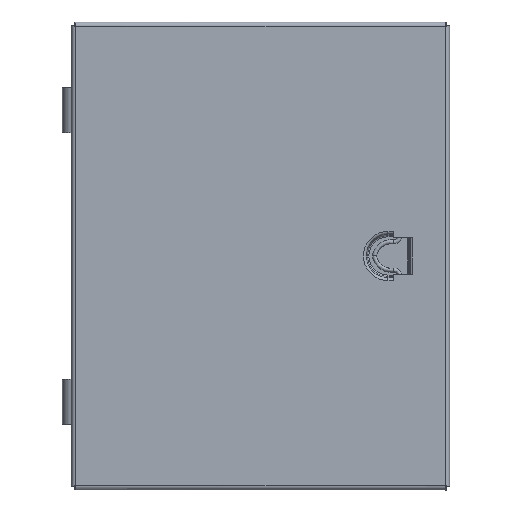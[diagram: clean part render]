
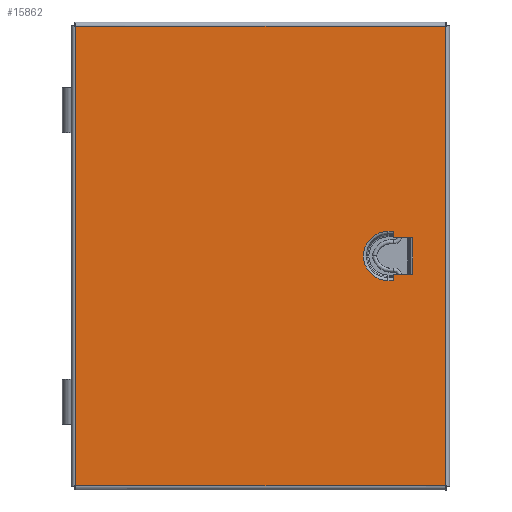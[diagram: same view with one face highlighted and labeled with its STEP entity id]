
A CAD part, top view. The second image highlights one B-rep face of the part: STEP entity #15862.
In plain terms, the highlighted planar face has unit normal (0, 0, 1).
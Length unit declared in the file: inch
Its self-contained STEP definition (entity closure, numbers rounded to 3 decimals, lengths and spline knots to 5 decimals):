
#1713=LINE($,#26706,#3205);
#1717=LINE($,#26717,#3209);
#1718=LINE($,#26726,#3210);
#1721=LINE($,#26732,#3213);
#1722=LINE($,#26734,#3214);
#1724=LINE($,#26738,#3216);
#1728=LINE($,#26744,#3220);
#1736=LINE($,#26771,#3228);
#1751=LINE($,#26870,#3243);
#1765=LINE($,#26968,#3257);
#1779=LINE($,#27065,#3271);
#3205=VECTOR($,#20821,0.8125);
#3209=VECTOR($,#20831,0.115);
#3210=VECTOR($,#20844,0.115);
#3213=VECTOR($,#20849,0.14171);
#3214=VECTOR($,#20852,0.43296);
#3216=VECTOR($,#20856,0.14171);
#3220=VECTOR($,#20862,0.43296);
#3228=VECTOR($,#20878,10.25);
#3243=VECTOR($,#20907,8.25);
#3257=VECTOR($,#20935,10.25);
#3271=VECTOR($,#20963,8.25);
#3828=PLANE($,#17079);
#4265=FACE_BOUND($,#6119,.T.);
#4266=FACE_BOUND($,#6120,.T.);
#6119=EDGE_LOOP($,(#14078,#14079,#14080,#14081,#14082,#14083,#14084,#14085));
#6120=EDGE_LOOP($,(#14086,#14087,#14088,#14089));
#6498=CIRCLE($,#17041,0.54796);
#7745=VERTEX_POINT($,#26699);
#7748=VERTEX_POINT($,#26704);
#7751=VERTEX_POINT($,#26714);
#7752=VERTEX_POINT($,#26716);
#7753=VERTEX_POINT($,#26720);
#7754=VERTEX_POINT($,#26724);
#7756=VERTEX_POINT($,#26730);
#7757=VERTEX_POINT($,#26737);
#7765=VERTEX_POINT($,#26762);
#7766=VERTEX_POINT($,#26770);
#7775=VERTEX_POINT($,#26862);
#7784=VERTEX_POINT($,#26960);
#9737=EDGE_CURVE($,#7748,#7745,#1713,.T.);
#9742=EDGE_CURVE($,#7751,#7752,#1717,.T.);
#9745=EDGE_CURVE($,#7753,#7751,#6498,.T.);
#9747=EDGE_CURVE($,#7754,#7753,#1718,.T.);
#9750=EDGE_CURVE($,#7754,#7756,#1721,.T.);
#9751=EDGE_CURVE($,#7745,#7756,#1722,.T.);
#9753=EDGE_CURVE($,#7752,#7757,#1724,.T.);
#9757=EDGE_CURVE($,#7748,#7757,#1728,.T.);
#9766=EDGE_CURVE($,#7765,#7766,#1736,.T.);
#9785=EDGE_CURVE($,#7775,#7765,#1751,.T.);
#9803=EDGE_CURVE($,#7784,#7775,#1765,.T.);
#9821=EDGE_CURVE($,#7766,#7784,#1779,.T.);
#14078=ORIENTED_EDGE($,*,*,#9757,.T.);
#14079=ORIENTED_EDGE($,*,*,#9753,.F.);
#14080=ORIENTED_EDGE($,*,*,#9742,.F.);
#14081=ORIENTED_EDGE($,*,*,#9745,.F.);
#14082=ORIENTED_EDGE($,*,*,#9747,.F.);
#14083=ORIENTED_EDGE($,*,*,#9750,.T.);
#14084=ORIENTED_EDGE($,*,*,#9751,.F.);
#14085=ORIENTED_EDGE($,*,*,#9737,.F.);
#14086=ORIENTED_EDGE($,*,*,#9803,.F.);
#14087=ORIENTED_EDGE($,*,*,#9821,.F.);
#14088=ORIENTED_EDGE($,*,*,#9766,.F.);
#14089=ORIENTED_EDGE($,*,*,#9785,.F.);
#15862=ADVANCED_FACE($,(#4265,#4266),#3828,.T.);
#17041=AXIS2_PLACEMENT_3D($,#26722,#20838,#20839);
#17079=AXIS2_PLACEMENT_3D($,#27150,#20987,#20988);
#20821=DIRECTION($,(0.,1.,0.));
#20831=DIRECTION($,(1.,0.,0.));
#20838=DIRECTION('center_axis',(0.,0.,1.));
#20839=DIRECTION('ref_axis',(-1.,0.,0.));
#20844=DIRECTION($,(-1.,0.,0.));
#20849=DIRECTION($,(0.,-1.,0.));
#20852=DIRECTION($,(-1.,0.,0.));
#20856=DIRECTION($,(0.,1.,0.));
#20862=DIRECTION($,(-1.,0.,0.));
#20878=DIRECTION($,(0.,1.,0.));
#20907=DIRECTION($,(-1.,0.,0.));
#20935=DIRECTION($,(0.,-1.,0.));
#20963=DIRECTION($,(1.,0.,0.));
#20987=DIRECTION('center_axis',(0.,0.,1.));
#20988=DIRECTION('ref_axis',(1.,0.,0.));
#26699=CARTESIAN_POINT('',(3.39121,0.40625,0.062));
#26704=CARTESIAN_POINT('',(3.39121,-0.40625,0.062));
#26706=CARTESIAN_POINT($,(3.39121,-0.25,0.062));
#26714=CARTESIAN_POINT('',(2.84325,-0.54796,0.062));
#26716=CARTESIAN_POINT('',(2.95825,-0.54796,0.062));
#26717=CARTESIAN_POINT($,(1.42163,-0.54796,0.062));
#26720=CARTESIAN_POINT('',(2.84325,0.54796,0.062));
#26722=CARTESIAN_POINT('Origin',(2.84325,0.,0.062));
#26724=CARTESIAN_POINT('',(2.95825,0.54796,0.062));
#26726=CARTESIAN_POINT($,(1.67163,0.54796,0.062));
#26730=CARTESIAN_POINT('',(2.95825,0.40625,0.062));
#26732=CARTESIAN_POINT($,(2.95825,0.5,0.062));
#26734=CARTESIAN_POINT($,(1.67163,0.40625,0.062));
#26737=CARTESIAN_POINT('',(2.95825,-0.40625,0.062));
#26738=CARTESIAN_POINT($,(2.95825,-0.25,0.062));
#26744=CARTESIAN_POINT($,(3.34325,-0.40625,0.062));
#26762=CARTESIAN_POINT('',(-4.125,-5.125,0.062));
#26770=CARTESIAN_POINT('',(-4.125,5.125,0.062));
#26771=CARTESIAN_POINT($,(-4.125,-5.125,0.062));
#26862=CARTESIAN_POINT('',(4.125,-5.125,0.062));
#26870=CARTESIAN_POINT($,(4.125,-5.125,0.062));
#26960=CARTESIAN_POINT('',(4.125,5.125,0.062));
#26968=CARTESIAN_POINT($,(4.125,5.125,0.062));
#27065=CARTESIAN_POINT($,(-4.125,5.125,0.062));
#27150=CARTESIAN_POINT('Origin',(0.,0.,
0.062));
